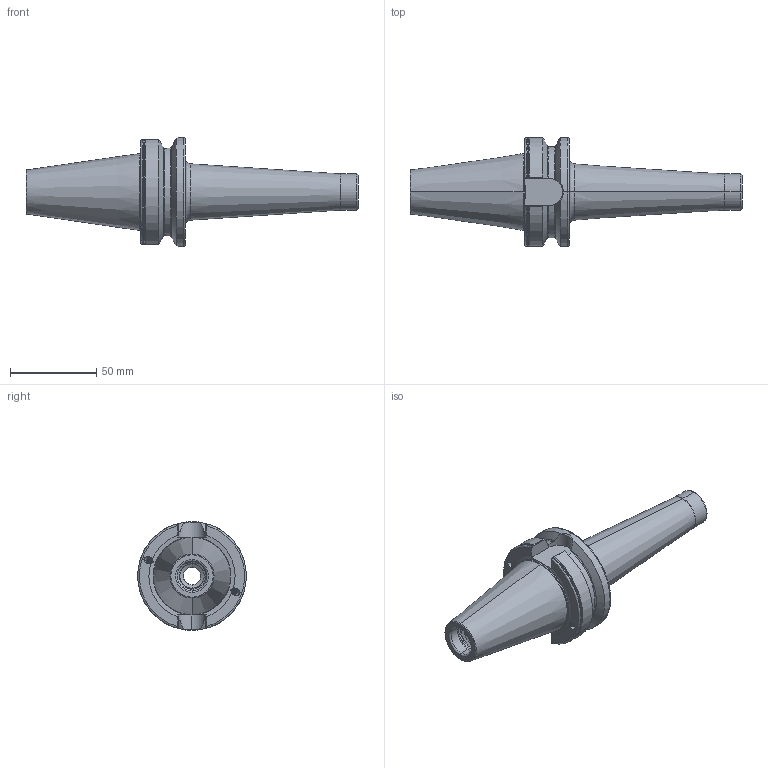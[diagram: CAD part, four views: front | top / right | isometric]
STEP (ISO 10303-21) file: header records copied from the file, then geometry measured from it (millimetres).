
FILE_DESCRIPTION (( 'STEP AP203' ), '1' );
FILE_NAME ('DC.406.06.12.3.STEP', '2017-10-18T03:28:59', ( '' ), ( '' ), 'SwSTEP 2.0', 'SolidWorks 2012', '' );
FILE_SCHEMA (( 'CONFIG_CONTROL_DESIGN' ));
Length unit declared in the file: millimetre
Products named in the file (1): DC.406.06.12.3
Bounding box: 192.4 x 63 x 63 mm (x, y, z)
Volume: 161702.9 mm3; surface area: 36519.6 mm2
Topology: 1 solids, 1 shells, 212 faces, 568 edges, 359 vertices
Faces by surface type: cylinder 102, torus 40, plane 33, cone 23, bspline 14
Entity records: 13399 total; most frequent: CARTESIAN_POINT 8649, ORIENTED_EDGE 1136, DIRECTION 841, EDGE_CURVE 568, VERTEX_POINT 359, AXIS2_PLACEMENT_3D 341, EDGE_LOOP 219, ADVANCED_FACE 212
